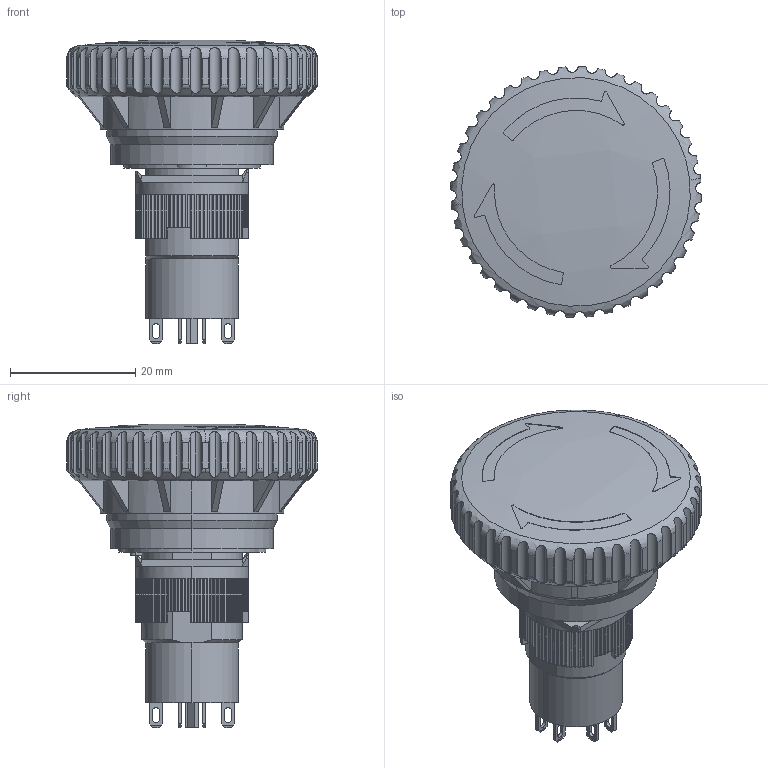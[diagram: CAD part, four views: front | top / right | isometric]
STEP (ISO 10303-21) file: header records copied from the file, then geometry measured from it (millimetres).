
FILE_DESCRIPTION (( 'STEP AP203' ), '1' );
FILE_NAME ('AR16V1R-11R.step', '2022-08-18T16:08:12', ( '' ), ( '' ), 'SwSTEP 2.0', 'SolidWorks 2021', '' );
FILE_SCHEMA (( 'CONFIG_CONTROL_DESIGN' ));
Length unit declared in the file: inch
Products named in the file (1): AR16V1R-11R
Bounding box: 39.99 x 39.99 x 48.35 mm (x, y, z)
Volume: 15785.4 mm3; surface area: 12286 mm2
Topology: 5 solids, 5 shells, 1001 faces, 2913 edges, 1946 vertices
Faces by surface type: plane 495, cylinder 410, bspline 90, cone 6
Entity records: 38371 total; most frequent: CARTESIAN_POINT 12557, ORIENTED_EDGE 5826, DIRECTION 4903, EDGE_CURVE 2913, VERTEX_POINT 1946, AXIS2_PLACEMENT_3D 1676, VECTOR 1551, LINE 1551
